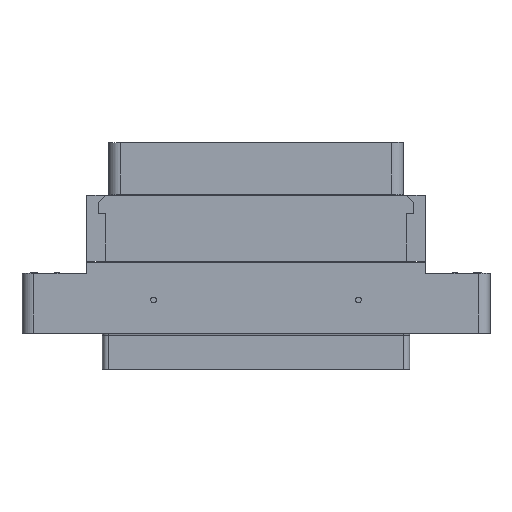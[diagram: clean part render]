
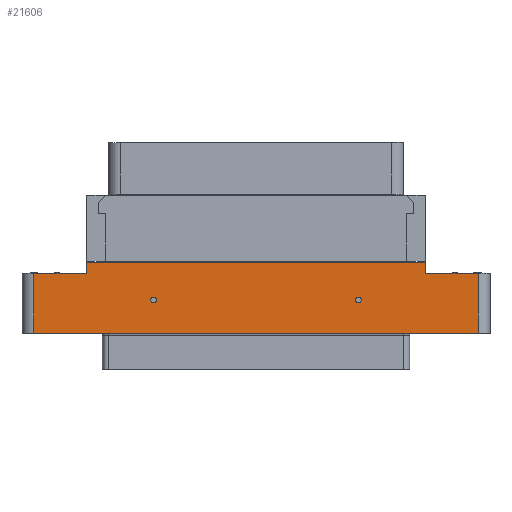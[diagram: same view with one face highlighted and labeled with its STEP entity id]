
A CAD part, top view. The second image highlights one B-rep face of the part: STEP entity #21606.
In plain terms, the highlighted planar face has unit normal (0, 0, 1).
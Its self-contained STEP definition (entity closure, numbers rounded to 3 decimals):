
#1=DIRECTION('',(-1.,0.,0.));
#2=VECTOR('',#1,76.);
#3=CARTESIAN_POINT('',(38.,0.,7.));
#4=LINE('',#3,#2);
#5=DIRECTION('',(1.,0.,0.));
#6=VECTOR('',#5,9.);
#7=CARTESIAN_POINT('',(-38.,10.25,7.));
#8=LINE('',#7,#6);
#9=DIRECTION('',(0.,1.,0.));
#10=VECTOR('',#9,1.9);
#11=CARTESIAN_POINT('',(-29.,10.25,7.));
#12=LINE('',#11,#10);
#13=DIRECTION('',(1.,0.,0.));
#14=VECTOR('',#13,58.);
#15=CARTESIAN_POINT('',(-29.,12.15,7.));
#16=LINE('',#15,#14);
#17=DIRECTION('',(0.,-1.,0.));
#18=VECTOR('',#17,1.9);
#19=CARTESIAN_POINT('',(29.,12.15,7.));
#20=LINE('',#19,#18);
#21=DIRECTION('',(1.,0.,0.));
#22=VECTOR('',#21,9.);
#23=CARTESIAN_POINT('',(29.,10.25,7.));
#24=LINE('',#23,#22);
#25=CARTESIAN_POINT('',(-17.5,5.7,7.));
#26=DIRECTION('',(0.,0.,-1.));
#27=DIRECTION('',(-1.,0.,0.));
#28=AXIS2_PLACEMENT_3D('',#25,#26,#27);
#30=CARTESIAN_POINT('',(-17.5,5.7,7.));
#31=DIRECTION('',(0.,0.,-1.));
#32=DIRECTION('',(1.,0.,0.));
#33=AXIS2_PLACEMENT_3D('',#30,#31,#32);
#35=CARTESIAN_POINT('',(17.5,5.7,7.));
#36=DIRECTION('',(0.,0.,-1.));
#37=DIRECTION('',(-1.,0.,0.));
#38=AXIS2_PLACEMENT_3D('',#35,#36,#37);
#40=CARTESIAN_POINT('',(17.5,5.7,7.));
#41=DIRECTION('',(0.,0.,-1.));
#42=DIRECTION('',(1.,0.,0.));
#43=AXIS2_PLACEMENT_3D('',#40,#41,#42);
#45=DIRECTION('',(0.,1.,0.));
#46=VECTOR('',#45,10.25);
#47=CARTESIAN_POINT('',(38.,0.,7.));
#48=LINE('',#47,#46);
#1141=DIRECTION('',(0.,-1.,0.));
#1142=VECTOR('',#1141,10.25);
#1143=CARTESIAN_POINT('',(-38.,10.25,7.));
#1144=LINE('',#1143,#1142);
#16872=CARTESIAN_POINT('',(-29.,10.25,7.));
#16873=CARTESIAN_POINT('',(-29.,12.15,7.));
#16874=VERTEX_POINT('',#16872);
#16875=VERTEX_POINT('',#16873);
#16876=CARTESIAN_POINT('',(29.,12.15,7.));
#16877=VERTEX_POINT('',#16876);
#16878=CARTESIAN_POINT('',(29.,10.25,7.));
#16879=VERTEX_POINT('',#16878);
#16896=CARTESIAN_POINT('',(38.,0.,7.));
#16897=CARTESIAN_POINT('',(38.,10.25,7.));
#16898=VERTEX_POINT('',#16896);
#16899=VERTEX_POINT('',#16897);
#16904=CARTESIAN_POINT('',(-38.,10.25,7.));
#16905=CARTESIAN_POINT('',(-38.,0.,7.));
#16906=VERTEX_POINT('',#16904);
#16907=VERTEX_POINT('',#16905);
#19418=CARTESIAN_POINT('',(-18.,5.7,7.));
#19419=CARTESIAN_POINT('',(-17.,5.7,7.));
#19420=VERTEX_POINT('',#19418);
#19421=VERTEX_POINT('',#19419);
#19422=CARTESIAN_POINT('',(17.,5.7,7.));
#19423=CARTESIAN_POINT('',(18.,5.7,7.));
#19424=VERTEX_POINT('',#19422);
#19425=VERTEX_POINT('',#19423);
#21571=CARTESIAN_POINT('',(0.,0.,7.));
#21572=DIRECTION('',(0.,0.,-1.));
#21573=DIRECTION('',(-1.,0.,0.));
#21574=AXIS2_PLACEMENT_3D('',#21571,#21572,#21573);
#21575=PLANE('',#21574);
#21577=ORIENTED_EDGE('',*,*,#21576,.F.);
#21579=ORIENTED_EDGE('',*,*,#21578,.T.);
#21581=ORIENTED_EDGE('',*,*,#21580,.F.);
#21583=ORIENTED_EDGE('',*,*,#21582,.T.);
#21585=ORIENTED_EDGE('',*,*,#21584,.T.);
#21587=ORIENTED_EDGE('',*,*,#21586,.T.);
#21589=ORIENTED_EDGE('',*,*,#21588,.T.);
#21591=ORIENTED_EDGE('',*,*,#21590,.T.);
#21592=EDGE_LOOP('',(#21577,#21579,#21581,#21583,#21585,#21587,#21589,#21591));
#21593=FACE_OUTER_BOUND('',#21592,.F.);
#21595=ORIENTED_EDGE('',*,*,#21594,.F.);
#21597=ORIENTED_EDGE('',*,*,#21596,.F.);
#21598=EDGE_LOOP('',(#21595,#21597));
#21599=FACE_BOUND('',#21598,.F.);
#21601=ORIENTED_EDGE('',*,*,#21600,.F.);
#21603=ORIENTED_EDGE('',*,*,#21602,.F.);
#21604=EDGE_LOOP('',(#21601,#21603));
#21605=FACE_BOUND('',#21604,.F.);
#21606=ADVANCED_FACE('',(#21593,#21599,#21605),#21575,.F.);
#29=CIRCLE('',#28,0.5);
#34=CIRCLE('',#33,0.5);
#39=CIRCLE('',#38,0.5);
#44=CIRCLE('',#43,0.5);
#21576=EDGE_CURVE('',#16898,#16899,#48,.T.);
#21578=EDGE_CURVE('',#16898,#16907,#4,.T.);
#21580=EDGE_CURVE('',#16906,#16907,#1144,.T.);
#21582=EDGE_CURVE('',#16906,#16874,#8,.T.);
#21584=EDGE_CURVE('',#16874,#16875,#12,.T.);
#21586=EDGE_CURVE('',#16875,#16877,#16,.T.);
#21588=EDGE_CURVE('',#16877,#16879,#20,.T.);
#21590=EDGE_CURVE('',#16879,#16899,#24,.T.);
#21594=EDGE_CURVE('',#19420,#19421,#29,.T.);
#21596=EDGE_CURVE('',#19421,#19420,#34,.T.);
#21600=EDGE_CURVE('',#19424,#19425,#39,.T.);
#21602=EDGE_CURVE('',#19425,#19424,#44,.T.);
